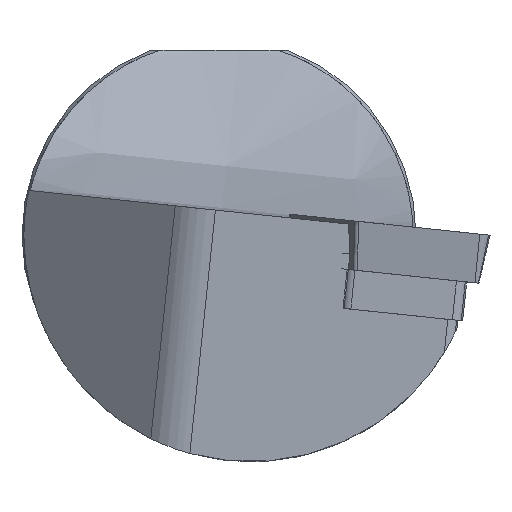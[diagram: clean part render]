
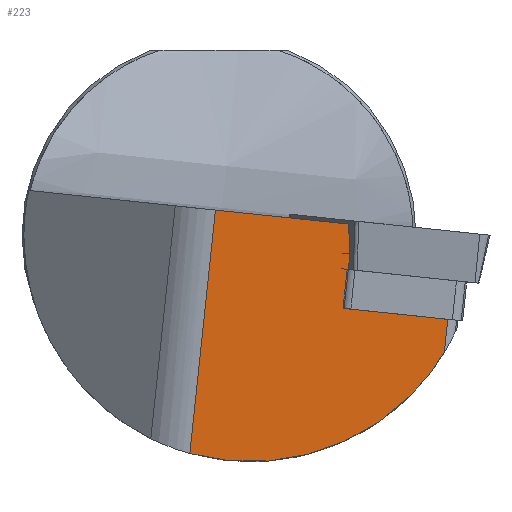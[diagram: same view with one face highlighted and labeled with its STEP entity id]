
A CAD part, left-side view. The second image highlights one B-rep face of the part: STEP entity #223.
In plain terms, the highlighted planar face has unit normal (-0.999, 0.052, 0.005).
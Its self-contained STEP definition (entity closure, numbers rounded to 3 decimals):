
#168=ELLIPSE('',#996,18.425,18.4);
#223=ADVANCED_FACE('',(#297),#267,.F.);
#267=PLANE('',#997);
#297=FACE_OUTER_BOUND('',#344,.T.);
#344=EDGE_LOOP('',(#460,#461,#462,#463,#464,#465,#466,#467));
#460=ORIENTED_EDGE('',*,*,#735,.F.);
#461=ORIENTED_EDGE('',*,*,#760,.T.);
#462=ORIENTED_EDGE('',*,*,#763,.F.);
#463=ORIENTED_EDGE('',*,*,#751,.F.);
#464=ORIENTED_EDGE('',*,*,#764,.T.);
#465=ORIENTED_EDGE('',*,*,#765,.T.);
#466=ORIENTED_EDGE('',*,*,#766,.F.);
#467=ORIENTED_EDGE('',*,*,#767,.F.);
#644=VERTEX_POINT('',#1340);
#645=VERTEX_POINT('',#1342);
#653=VERTEX_POINT('',#1362);
#661=VERTEX_POINT('',#1382);
#667=VERTEX_POINT('',#1399);
#669=VERTEX_POINT('',#1407);
#670=VERTEX_POINT('',#1409);
#671=VERTEX_POINT('',#1411);
#735=EDGE_CURVE('',#645,#644,#851,.T.);
#751=EDGE_CURVE('',#661,#653,#860,.T.);
#760=EDGE_CURVE('',#645,#667,#869,.T.);
#763=EDGE_CURVE('',#653,#667,#872,.T.);
#764=EDGE_CURVE('',#661,#669,#873,.T.);
#765=EDGE_CURVE('',#669,#670,#168,.T.);
#766=EDGE_CURVE('',#671,#670,#874,.T.);
#767=EDGE_CURVE('',#644,#671,#875,.T.);
#851=LINE('',#1343,#916);
#860=LINE('',#1383,#925);
#869=LINE('',#1400,#934);
#872=LINE('',#1405,#937);
#873=LINE('',#1406,#938);
#874=LINE('',#1410,#939);
#875=LINE('',#1412,#940);
#916=VECTOR('',#1107,1.);
#925=VECTOR('',#1134,1.);
#934=VECTOR('',#1147,1.);
#937=VECTOR('',#1152,1.);
#938=VECTOR('',#1153,1.);
#939=VECTOR('',#1156,1.);
#940=VECTOR('',#1157,1.);
#996=AXIS2_PLACEMENT_3D('',#1408,#1154,#1155);
#997=AXIS2_PLACEMENT_3D('',#1413,#1158,#1159);
#1107=DIRECTION('',(-0.052,-0.993,-0.104));
#1134=DIRECTION('',(-0.052,-0.993,-0.104));
#1147=DIRECTION('',(0.,-0.105,0.995));
#1152=DIRECTION('',(-0.008,-0.044,-0.999));
#1153=DIRECTION('',(0.,0.105,-0.995));
#1154=DIRECTION('',(-0.999,0.052,0.005));
#1155=DIRECTION('',(0.052,0.993,0.104));
#1156=DIRECTION('',(0.,0.105,-0.995));
#1157=DIRECTION('',(-0.052,-0.993,-0.104));
#1158=DIRECTION('',(0.999,-0.052,-0.005));
#1159=DIRECTION('',(0.052,0.999,0.));
#1340=CARTESIAN_POINT('',(1.53,-10.184,-5.955));
#1342=CARTESIAN_POINT('',(1.532,-10.157,-5.952));
#1343=CARTESIAN_POINT('',(1.091,-18.572,-6.837));
#1362=CARTESIAN_POINT('',(1.55,-10.515,0.898));
#1382=CARTESIAN_POINT('',(2.116,0.297,2.034));
#1383=CARTESIAN_POINT('',(1.091,-19.288,-0.024));
#1399=CARTESIAN_POINT('',(1.532,-10.622,-1.527));
#1400=CARTESIAN_POINT('',(1.532,-13.293,23.884));
#1405=CARTESIAN_POINT('',(1.314,-11.861,-29.753));
#1406=CARTESIAN_POINT('',(2.116,3.402,-27.503));
#1407=CARTESIAN_POINT('',(2.116,2.374,-17.729));
#1408=CARTESIAN_POINT('',(1.958,-2.55,0.));
#1409=CARTESIAN_POINT('',(1.091,-18.289,-9.531));
#1410=CARTESIAN_POINT('',(1.091,-16.184,-29.561));
#1411=CARTESIAN_POINT('',(1.091,-18.572,-6.837));
#1412=CARTESIAN_POINT('',(1.091,-18.572,-6.837));
#1413=CARTESIAN_POINT('',(1.091,-16.184,-29.561));
